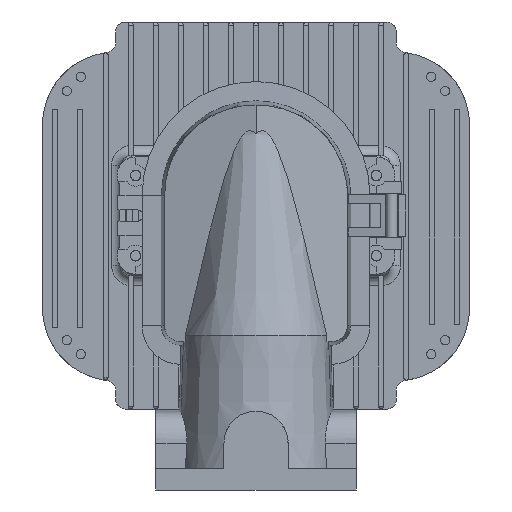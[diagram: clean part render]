
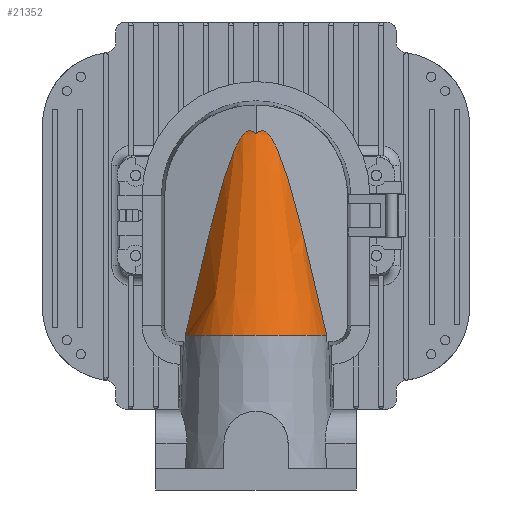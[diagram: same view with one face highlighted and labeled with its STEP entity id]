
A CAD part, front view. The second image highlights one B-rep face of the part: STEP entity #21352.
In plain terms, the highlighted conical face has half-angle 11.853 degrees and reference radius 32.204 mm.
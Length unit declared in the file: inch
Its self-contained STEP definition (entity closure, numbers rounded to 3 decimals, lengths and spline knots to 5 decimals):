
#18994=CARTESIAN_POINT('',(-5.13835,0.37534,
1.76263));
#18995=CARTESIAN_POINT('',(-4.95295,0.3842,
1.72096));
#18996=CARTESIAN_POINT('',(-4.59863,0.40124,
1.64079));
#18997=CARTESIAN_POINT('',(-4.11875,0.42466,
1.53061));
#18998=CARTESIAN_POINT('',(-3.68402,0.44622,
1.42915));
#18999=CARTESIAN_POINT('',(-3.29107,0.46608,
1.33575));
#19000=CARTESIAN_POINT('',(-2.93564,0.48441,
1.24952));
#19001=CARTESIAN_POINT('',(-2.61405,0.50137,
1.16972));
#19002=CARTESIAN_POINT('',(-2.32338,0.51709,
1.09576));
#19003=CARTESIAN_POINT('',(-2.06093,0.53168,
1.0271));
#19004=CARTESIAN_POINT('',(-1.82354,0.54529,
0.96308));
#19005=CARTESIAN_POINT('',(-1.60898,0.55801,
0.90324));
#19006=CARTESIAN_POINT('',(-1.41526,0.56993,
0.84718));
#19007=CARTESIAN_POINT('',(-1.2405,0.58112,
0.79453));
#19008=CARTESIAN_POINT('',(-1.08291,0.59167,
0.7449));
#19009=CARTESIAN_POINT('',(-0.94128,0.60162,
0.69809));
#19010=CARTESIAN_POINT('',(-0.81366,0.61107,
0.65362));
#19011=CARTESIAN_POINT('',(-0.69913,0.62006,
0.61131));
#19012=CARTESIAN_POINT('',(-0.59668,0.62864,
0.57097));
#19013=CARTESIAN_POINT('',(-0.5054,0.63683,
0.53241));
#19014=CARTESIAN_POINT('',(-0.4244,0.64469,
0.49542));
#19015=CARTESIAN_POINT('',(-0.35308,0.65224,
0.45993));
#19016=CARTESIAN_POINT('',(-0.29063,0.65951,
0.42573));
#19017=CARTESIAN_POINT('',(-0.23617,0.66657,
0.39251));
#19018=CARTESIAN_POINT('',(-0.18935,0.67343,
0.36021));
#19019=CARTESIAN_POINT('',(-0.14981,0.68012,
0.32878));
#19020=CARTESIAN_POINT('',(-0.11719,0.68662,
0.29816));
#19021=CARTESIAN_POINT('',(-0.09122,0.69296,
0.26835));
#19022=CARTESIAN_POINT('',(-0.07179,0.69903,
0.23978));
#19023=CARTESIAN_POINT('',(-0.05836,0.70481,
0.21262));
#19024=CARTESIAN_POINT('',(-0.05017,0.71029,
0.18681));
#19025=CARTESIAN_POINT('',(-0.04651,0.71561,
0.16177));
#19026=CARTESIAN_POINT('',(-0.04701,0.72083,
0.13725));
#19027=CARTESIAN_POINT('',(-0.05173,0.72618,
0.11207));
#19028=CARTESIAN_POINT('',(-0.06107,0.73171,
0.08606));
#19029=CARTESIAN_POINT('',(-0.07589,0.73755,
0.05856));
#19030=CARTESIAN_POINT('',(-0.09653,0.74361,
0.03006));
#19031=CARTESIAN_POINT('',(-0.11475,0.74785,
0.01012));
#19032=CARTESIAN_POINT('',(-0.125,0.75,0.));
#19394=CARTESIAN_POINT('',(-5.13835,0.37534,
-1.76263));
#19399=CARTESIAN_POINT('',(-5.13835,0.37534,
-1.76263));
#19400=CARTESIAN_POINT('',(-4.95295,0.3842,
-1.72096));
#19401=CARTESIAN_POINT('',(-4.59864,0.40124,
-1.64079));
#19402=CARTESIAN_POINT('',(-4.11876,0.42466,
-1.53061));
#19403=CARTESIAN_POINT('',(-3.68403,0.44622,
-1.42915));
#19404=CARTESIAN_POINT('',(-3.2911,0.46608,
-1.33576));
#19405=CARTESIAN_POINT('',(-2.93564,0.48441,
-1.24953));
#19406=CARTESIAN_POINT('',(-2.61404,0.50137,
-1.16972));
#19407=CARTESIAN_POINT('',(-2.32341,0.51709,
-1.09577));
#19408=CARTESIAN_POINT('',(-2.06092,0.53168,
-1.0271));
#19409=CARTESIAN_POINT('',(-1.82351,0.54529,
-0.96307));
#19410=CARTESIAN_POINT('',(-1.60895,0.55801,
-0.90323));
#19411=CARTESIAN_POINT('',(-1.41523,0.56993,
-0.84717));
#19412=CARTESIAN_POINT('',(-1.24047,0.58112,
-0.79452));
#19413=CARTESIAN_POINT('',(-1.0829,0.59167,
-0.7449));
#19414=CARTESIAN_POINT('',(-0.94128,0.60162,
-0.69809));
#19415=CARTESIAN_POINT('',(-0.81366,0.61107,
-0.65362));
#19416=CARTESIAN_POINT('',(-0.69913,0.62006,
-0.61131));
#19417=CARTESIAN_POINT('',(-0.59669,0.62864,
-0.57097));
#19418=CARTESIAN_POINT('',(-0.50542,0.63683,
-0.53241));
#19419=CARTESIAN_POINT('',(-0.42442,0.64469,
-0.49543));
#19420=CARTESIAN_POINT('',(-0.35311,0.65224,
-0.45994));
#19421=CARTESIAN_POINT('',(-0.29066,0.65951,
-0.42574));
#19422=CARTESIAN_POINT('',(-0.23621,0.66657,
-0.39253));
#19423=CARTESIAN_POINT('',(-0.18939,0.67343,
-0.36024));
#19424=CARTESIAN_POINT('',(-0.14984,0.68011,
-0.3288));
#19425=CARTESIAN_POINT('',(-0.11722,0.68662,
-0.29818));
#19426=CARTESIAN_POINT('',(-0.09124,0.69296,
-0.26837));
#19427=CARTESIAN_POINT('',(-0.0718,0.69903,
-0.23979));
#19428=CARTESIAN_POINT('',(-0.05837,0.7048,
-0.21263));
#19429=CARTESIAN_POINT('',(-0.05017,0.71029,
-0.18681));
#19430=CARTESIAN_POINT('',(-0.04651,0.71562,
-0.16176));
#19431=CARTESIAN_POINT('',(-0.04701,0.72083,
-0.13724));
#19432=CARTESIAN_POINT('',(-0.05173,0.72618,
-0.11206));
#19433=CARTESIAN_POINT('',(-0.06107,0.73171,
-0.08606));
#19434=CARTESIAN_POINT('',(-0.07589,0.73755,
-0.05855));
#19435=CARTESIAN_POINT('',(-0.09653,0.74361,
-0.03005));
#19436=CARTESIAN_POINT('',(-0.11475,0.74785,
-0.01012));
#19437=CARTESIAN_POINT('',(-0.125,0.75,0.));
#19439=CARTESIAN_POINT('',(-5.13835,0.,0.));
#19440=DIRECTION('',(-1.,0.,0.));
#19441=DIRECTION('',(0.,0.208,0.978));
#19442=AXIS2_PLACEMENT_3D('',#19439,#19440,#19441);
#20061=VERTEX_POINT('',#19394);
#20062=CARTESIAN_POINT('',(-5.13835,0.37534,
1.76263));
#20063=VERTEX_POINT('',#20062);
#20109=VERTEX_POINT('',#19032);
#21342=CARTESIAN_POINT('',(-2.59258,0.,0.));
#21343=DIRECTION('',(-1.,0.,0.));
#21344=DIRECTION('',(0.,0.,-1.));
#21345=AXIS2_PLACEMENT_3D('',#21342,#21343,#21344);
#21346=CONICAL_SURFACE('',#21345,1.26787,11.853);
#21347=ORIENTED_EDGE('',*,*,#21331,.T.);
#21348=ORIENTED_EDGE('',*,*,#20890,.F.);
#21349=ORIENTED_EDGE('',*,*,#20585,.T.);
#21350=EDGE_LOOP('',(#21347,#21348,#21349));
#21351=FACE_OUTER_BOUND('',#21350,.F.);
#21352=ADVANCED_FACE('',(#21351),#21346,.T.);
#19033=B_SPLINE_CURVE_WITH_KNOTS('',3,(#18994,#18995,#18996,#18997,#18998,
#18999,#19000,#19001,#19002,#19003,#19004,#19005,#19006,#19007,#19008,#19009,
#19010,#19011,#19012,#19013,#19014,#19015,#19016,#19017,#19018,#19019,#19020,
#19021,#19022,#19023,#19024,#19025,#19026,#19027,#19028,#19029,#19030,#19031,
#19032),.UNSPECIFIED.,.F.,.F.,(4,1,1,1,1,1,1,1,1,1,1,1,1,1,1,1,1,1,1,1,1,1,1,1,
1,1,1,1,1,1,1,1,1,1,1,1,4),(0.,0.02778,0.05556,
0.08333,0.11111,0.13889,0.16667,
0.19444,0.22222,0.25,0.27778,0.30556,
0.33333,0.36111,0.38889,0.41667,
0.44444,0.47222,0.5,0.52778,0.55556,
0.58333,0.61111,0.63889,0.66667,
0.69444,0.72222,0.75,0.77778,0.80556,
0.83333,0.86111,0.88889,0.91667,
0.94444,0.97222,1.),.UNSPECIFIED.);
#19438=B_SPLINE_CURVE_WITH_KNOTS('',3,(#19399,#19400,#19401,#19402,#19403,
#19404,#19405,#19406,#19407,#19408,#19409,#19410,#19411,#19412,#19413,#19414,
#19415,#19416,#19417,#19418,#19419,#19420,#19421,#19422,#19423,#19424,#19425,
#19426,#19427,#19428,#19429,#19430,#19431,#19432,#19433,#19434,#19435,#19436,
#19437),.UNSPECIFIED.,.F.,.F.,(4,1,1,1,1,1,1,1,1,1,1,1,1,1,1,1,1,1,1,1,1,1,1,1,
1,1,1,1,1,1,1,1,1,1,1,1,4),(0.,0.02778,0.05556,
0.08333,0.11111,0.13889,0.16667,
0.19444,0.22222,0.25,0.27778,0.30556,
0.33333,0.36111,0.38889,0.41667,
0.44444,0.47222,0.5,0.52778,0.55556,
0.58333,0.61111,0.63889,0.66667,
0.69444,0.72222,0.75,0.77778,0.80556,
0.83333,0.86111,0.88889,0.91667,
0.94444,0.97222,1.),.UNSPECIFIED.);
#19443=CIRCLE('',#19442,1.80215);
#20585=EDGE_CURVE('',#20063,#20061,#19443,.T.);
#20890=EDGE_CURVE('',#20063,#20109,#19033,.T.);
#21331=EDGE_CURVE('',#20061,#20109,#19438,.T.);
